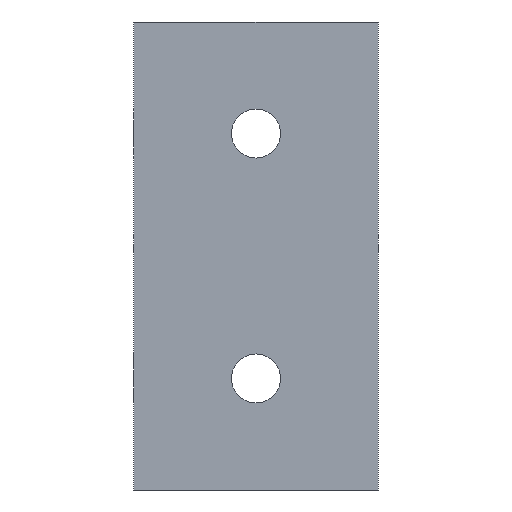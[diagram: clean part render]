
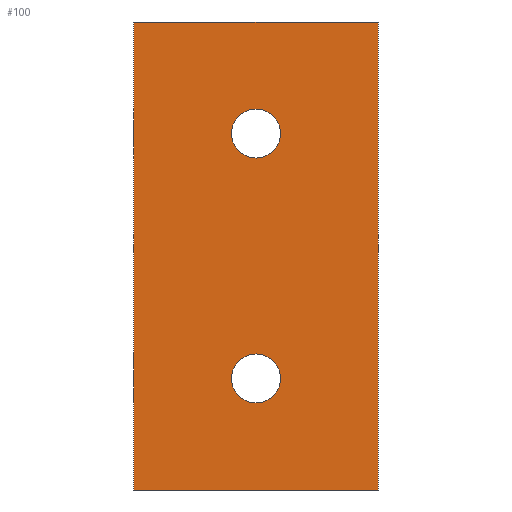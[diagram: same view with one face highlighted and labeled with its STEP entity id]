
A CAD part, front view. The second image highlights one B-rep face of the part: STEP entity #100.
In plain terms, the highlighted planar face has unit normal (0, -1, 0).
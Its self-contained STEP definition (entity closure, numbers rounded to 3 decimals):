
#63 = PLANE ( 'NONE',  #598 ) ;
#64 = CARTESIAN_POINT ( 'NONE',  ( 0., 0., -43. ) ) ;
#98 = VERTEX_POINT ( 'NONE', #656 ) ;
#100 = ADVANCED_FACE ( 'NONE', ( #1103, #419, #970 ), #63, .T. ) ;
#112 = ORIENTED_EDGE ( 'NONE', *, *, #1318, .T. ) ;
#116 = EDGE_CURVE ( 'NONE', #472, #98, #1142, .T. ) ;
#119 = VECTOR ( 'NONE', #1102, 1000. ) ;
#154 = DIRECTION ( 'NONE',  ( 0., -1., 0. ) ) ;
#263 = CARTESIAN_POINT ( 'NONE',  ( 0., 0., -43. ) ) ;
#268 = DIRECTION ( 'NONE',  ( 0., 0., -1. ) ) ;
#293 = CARTESIAN_POINT ( 'NONE',  ( 0., 0., 43. ) ) ;
#314 = VECTOR ( 'NONE', #749, 1000. ) ;
#333 = EDGE_CURVE ( 'NONE', #1027, #1213, #1373, .T. ) ;
#356 = VECTOR ( 'NONE', #951, 1000. ) ;
#374 = CARTESIAN_POINT ( 'NONE',  ( 45., 0., -43. ) ) ;
#386 = CARTESIAN_POINT ( 'NONE',  ( 22.5, 0., 22.5 ) ) ;
#390 = CARTESIAN_POINT ( 'NONE',  ( 22.5, 0., 27. ) ) ;
#402 = DIRECTION ( 'NONE',  ( 0., 0., -1. ) ) ;
#419 = FACE_BOUND ( 'NONE', #760, .T. ) ;
#472 = VERTEX_POINT ( 'NONE', #654 ) ;
#477 = ORIENTED_EDGE ( 'NONE', *, *, #842, .F. ) ;
#486 = AXIS2_PLACEMENT_3D ( 'NONE', #1060, #497, #402 ) ;
#497 = DIRECTION ( 'NONE',  ( 0., -1., 0. ) ) ;
#528 = CARTESIAN_POINT ( 'NONE',  ( 22.5, 0., -22.5 ) ) ;
#530 = VERTEX_POINT ( 'NONE', #390 ) ;
#549 = ORIENTED_EDGE ( 'NONE', *, *, #1216, .T. ) ;
#554 = EDGE_LOOP ( 'NONE', ( #477, #1448 ) ) ;
#598 = AXIS2_PLACEMENT_3D ( 'NONE', #1446, #961, #268 ) ;
#608 = DIRECTION ( 'NONE',  ( 0., -1., 0. ) ) ;
#614 = LINE ( 'NONE', #1394, #356 ) ;
#648 = CARTESIAN_POINT ( 'NONE',  ( 0., 0., 43. ) ) ;
#654 = CARTESIAN_POINT ( 'NONE',  ( 22.5, 0., -18. ) ) ;
#656 = CARTESIAN_POINT ( 'NONE',  ( 22.5, 0., -27. ) ) ;
#689 = DIRECTION ( 'NONE',  ( 0., 0., 1. ) ) ;
#715 = DIRECTION ( 'NONE',  ( 0., 0., -1. ) ) ;
#749 = DIRECTION ( 'NONE',  ( 1., 0., 0. ) ) ;
#754 = CIRCLE ( 'NONE', #486, 4.5 ) ;
#760 = EDGE_LOOP ( 'NONE', ( #1358, #1183 ) ) ;
#769 = ORIENTED_EDGE ( 'NONE', *, *, #1435, .F. ) ;
#806 = EDGE_LOOP ( 'NONE', ( #112, #769, #938, #549 ) ) ;
#828 = EDGE_CURVE ( 'NONE', #530, #1011, #1388, .T. ) ;
#842 = EDGE_CURVE ( 'NONE', #98, #472, #754, .T. ) ;
#878 = VERTEX_POINT ( 'NONE', #1335 ) ;
#938 = ORIENTED_EDGE ( 'NONE', *, *, #333, .F. ) ;
#951 = DIRECTION ( 'NONE',  ( 0., 0., 1. ) ) ;
#956 = CARTESIAN_POINT ( 'NONE',  ( 22.5, 0., 22.5 ) ) ;
#961 = DIRECTION ( 'NONE',  ( 0., -1., 0. ) ) ;
#969 = CIRCLE ( 'NONE', #1136, 4.5 ) ;
#970 = FACE_OUTER_BOUND ( 'NONE', #806, .T. ) ;
#973 = DIRECTION ( 'NONE',  ( 0., 0., -1. ) ) ;
#978 = DIRECTION ( 'NONE',  ( 0., 0., -1. ) ) ;
#1011 = VERTEX_POINT ( 'NONE', #1130 ) ;
#1027 = VERTEX_POINT ( 'NONE', #263 ) ;
#1060 = CARTESIAN_POINT ( 'NONE',  ( 22.5, 0., -22.5 ) ) ;
#1085 = LINE ( 'NONE', #64, #314 ) ;
#1095 = DIRECTION ( 'NONE',  ( 0., -1., 0. ) ) ;
#1102 = DIRECTION ( 'NONE',  ( 1., 0., 0. ) ) ;
#1103 = FACE_BOUND ( 'NONE', #554, .T. ) ;
#1130 = CARTESIAN_POINT ( 'NONE',  ( 22.5, 0., 18. ) ) ;
#1136 = AXIS2_PLACEMENT_3D ( 'NONE', #386, #608, #715 ) ;
#1142 = CIRCLE ( 'NONE', #1429, 4.5 ) ;
#1168 = VECTOR ( 'NONE', #689, 1000. ) ;
#1181 = AXIS2_PLACEMENT_3D ( 'NONE', #956, #154, #973 ) ;
#1183 = ORIENTED_EDGE ( 'NONE', *, *, #828, .F. ) ;
#1213 = VERTEX_POINT ( 'NONE', #648 ) ;
#1216 = EDGE_CURVE ( 'NONE', #1027, #1336, #1085, .T. ) ;
#1318 = EDGE_CURVE ( 'NONE', #1336, #878, #614, .T. ) ;
#1331 = LINE ( 'NONE', #293, #119 ) ;
#1335 = CARTESIAN_POINT ( 'NONE',  ( 45., 0., 43. ) ) ;
#1336 = VERTEX_POINT ( 'NONE', #374 ) ;
#1358 = ORIENTED_EDGE ( 'NONE', *, *, #1469, .F. ) ;
#1373 = LINE ( 'NONE', #1387, #1168 ) ;
#1387 = CARTESIAN_POINT ( 'NONE',  ( 0., 0., -43. ) ) ;
#1388 = CIRCLE ( 'NONE', #1181, 4.5 ) ;
#1394 = CARTESIAN_POINT ( 'NONE',  ( 45., 0., -43. ) ) ;
#1429 = AXIS2_PLACEMENT_3D ( 'NONE', #528, #1095, #978 ) ;
#1435 = EDGE_CURVE ( 'NONE', #1213, #878, #1331, .T. ) ;
#1446 = CARTESIAN_POINT ( 'NONE',  ( 0., 0., -43. ) ) ;
#1448 = ORIENTED_EDGE ( 'NONE', *, *, #116, .F. ) ;
#1469 = EDGE_CURVE ( 'NONE', #1011, #530, #969, .T. ) ;
